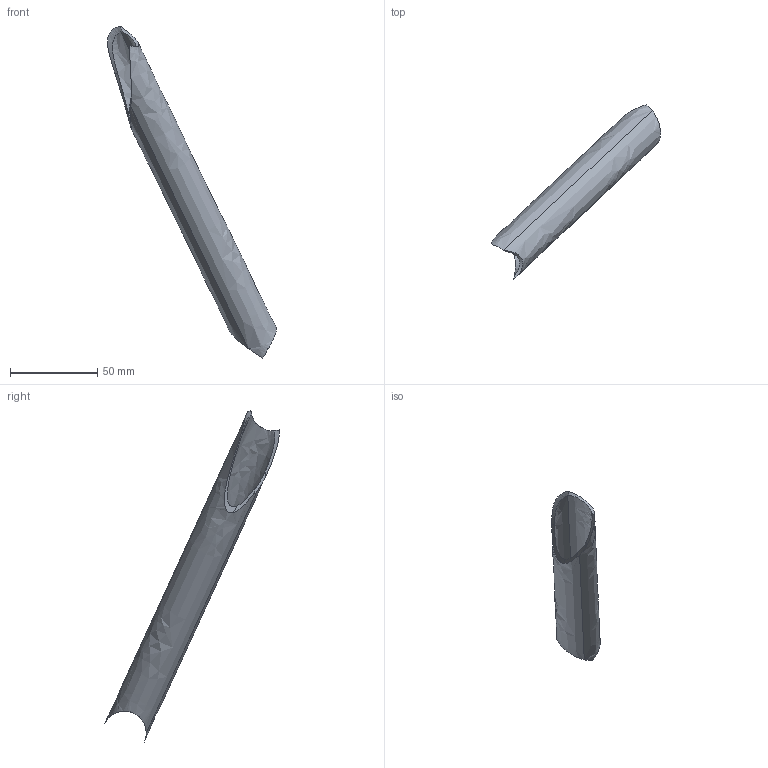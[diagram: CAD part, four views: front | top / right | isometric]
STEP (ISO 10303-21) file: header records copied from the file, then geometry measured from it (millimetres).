
FILE_DESCRIPTION(('CATIA V5 STEP Exchange'),'2;1');
FILE_NAME('18.stp','2017-12-23T18:05:29+00:00',('none'),('none'),'CATIA Version 5 Release 19 SP 2 (IN-10)','CATIA V5 STEP AP203','none');
FILE_SCHEMA(('CONFIG_CONTROL_DESIGN'));
Length unit declared in the file: millimetre
Products named in the file (1): Shape_930
Bounding box: 96.91 x 100.24 x 190.33 mm (x, y, z)
Volume: 20163.7 mm3; surface area: 27410.9 mm2
Topology: 1 solids, 1 shells, 12 faces, 34 edges, 23 vertices
Faces by surface type: cylinder 7, bspline 5
Entity records: 894 total; most frequent: CARTESIAN_POINT 628, ORIENTED_EDGE 68, EDGE_CURVE 34, B_SPLINE_CURVE_WITH_KNOTS 26, VERTEX_POINT 23, EDGE_LOOP 13, DIRECTION 12, ADVANCED_FACE 12
